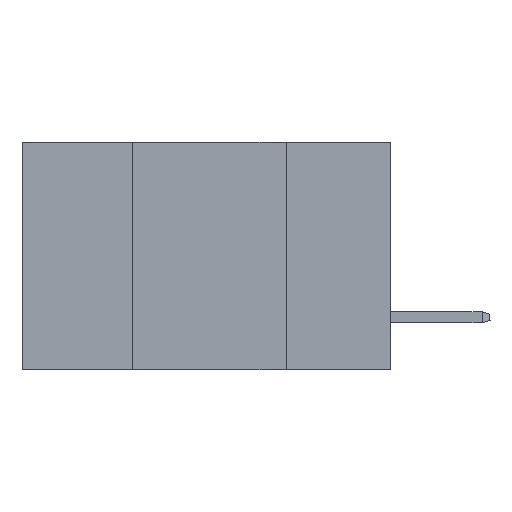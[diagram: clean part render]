
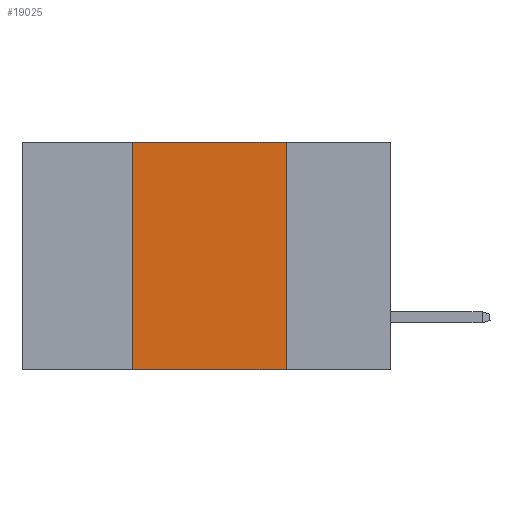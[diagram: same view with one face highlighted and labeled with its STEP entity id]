
A CAD part, left-side view. The second image highlights one B-rep face of the part: STEP entity #19025.
In plain terms, the highlighted planar face has unit normal (-1, 0, 0).
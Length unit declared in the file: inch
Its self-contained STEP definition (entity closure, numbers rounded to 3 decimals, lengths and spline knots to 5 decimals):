
#359 = EDGE_LOOP ( 'NONE', ( #16328, #22576, #7855, #17184 ) ) ;
#2084 = CARTESIAN_POINT ( 'NONE',  ( 0., 0.17, -0.37 ) ) ;
#2357 = VERTEX_POINT ( 'NONE', #2084 ) ;
#2661 = DIRECTION ( 'NONE',  ( 0., 0., 1. ) ) ;
#4845 = AXIS2_PLACEMENT_3D ( 'NONE', #21902, #23927, #21734 ) ;
#5739 = VERTEX_POINT ( 'NONE', #6018 ) ;
#5793 = PLANE ( 'NONE',  #4845 ) ;
#5800 = VECTOR ( 'NONE', #12682, 39.37008 ) ;
#6018 = CARTESIAN_POINT ( 'NONE',  ( 0., 0.17, 0. ) ) ;
#6596 = VERTEX_POINT ( 'NONE', #26250 ) ;
#7855 = ORIENTED_EDGE ( 'NONE', *, *, #25562, .F. ) ;
#8359 = LINE ( 'NONE', #9578, #5800 ) ;
#8415 = VECTOR ( 'NONE', #2661, 39.37008 ) ;
#9578 = CARTESIAN_POINT ( 'NONE',  ( 0., 0.17, 0. ) ) ;
#10522 = CARTESIAN_POINT ( 'NONE',  ( 0., 0.42, 0. ) ) ;
#11917 = VECTOR ( 'NONE', #21104, 39.37008 ) ;
#12155 = LINE ( 'NONE', #10522, #8415 ) ;
#12682 = DIRECTION ( 'NONE',  ( 0., 0., -1. ) ) ;
#13317 = CARTESIAN_POINT ( 'NONE',  ( 0., 0.6, 0. ) ) ;
#15359 = DIRECTION ( 'NONE',  ( 0., -1., 0. ) ) ;
#16083 = CARTESIAN_POINT ( 'NONE',  ( 0., 0.6, -0.37 ) ) ;
#16328 = ORIENTED_EDGE ( 'NONE', *, *, #20870, .F. ) ;
#17184 = ORIENTED_EDGE ( 'NONE', *, *, #18291, .T. ) ;
#17253 = CARTESIAN_POINT ( 'NONE',  ( 0., 0.42, 0. ) ) ;
#17332 = LINE ( 'NONE', #16083, #11917 ) ;
#17608 = FACE_OUTER_BOUND ( 'NONE', #359, .T. ) ;
#18291 = EDGE_CURVE ( 'NONE', #6596, #2357, #17332, .T. ) ;
#19025 = ADVANCED_FACE ( 'NONE', ( #17608 ), #5793, .F. ) ;
#20632 = VERTEX_POINT ( 'NONE', #17253 ) ;
#20870 = EDGE_CURVE ( 'NONE', #5739, #2357, #8359, .T. ) ;
#21104 = DIRECTION ( 'NONE',  ( 0., -1., 0. ) ) ;
#21734 = DIRECTION ( 'NONE',  ( 0., 0., -1. ) ) ;
#21902 = CARTESIAN_POINT ( 'NONE',  ( 0., 0.6, 0. ) ) ;
#22576 = ORIENTED_EDGE ( 'NONE', *, *, #24209, .F. ) ;
#23688 = LINE ( 'NONE', #13317, #26222 ) ;
#23927 = DIRECTION ( 'NONE',  ( 1., 0., 0. ) ) ;
#24209 = EDGE_CURVE ( 'NONE', #20632, #5739, #23688, .T. ) ;
#25562 = EDGE_CURVE ( 'NONE', #6596, #20632, #12155, .T. ) ;
#26222 = VECTOR ( 'NONE', #15359, 39.37008 ) ;
#26250 = CARTESIAN_POINT ( 'NONE',  ( 0., 0.42, -0.37 ) ) ;
